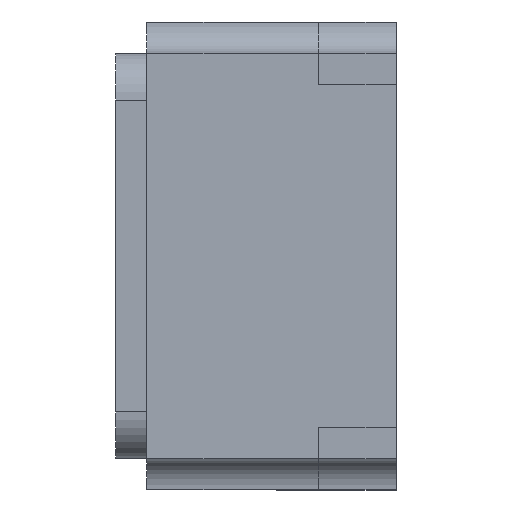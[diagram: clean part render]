
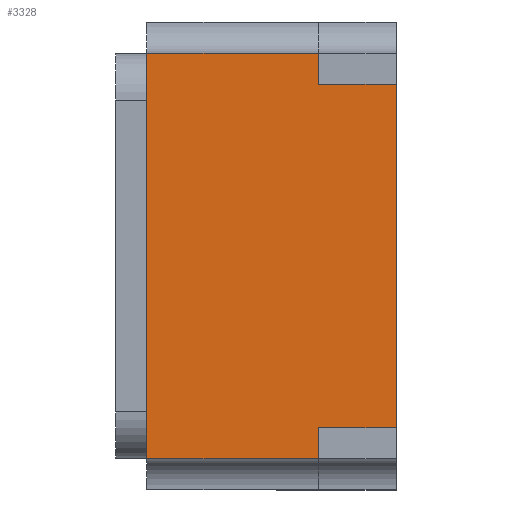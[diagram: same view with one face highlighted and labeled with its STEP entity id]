
A CAD part, left-side view. The second image highlights one B-rep face of the part: STEP entity #3328.
In plain terms, the highlighted planar face has unit normal (-1, 0, 0).
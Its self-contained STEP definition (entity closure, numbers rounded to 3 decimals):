
#18 = CARTESIAN_POINT ( 'NONE',  ( -1.6, -0.15, 0.55 ) ) ;
#135 = LINE ( 'NONE', #18, #506 ) ;
#278 = PLANE ( 'NONE',  #431 ) ;
#316 = VECTOR ( 'NONE', #2516, 1000. ) ;
#356 = VECTOR ( 'NONE', #1620, 1000. ) ;
#362 = ORIENTED_EDGE ( 'NONE', *, *, #2660, .F. ) ;
#428 = ORIENTED_EDGE ( 'NONE', *, *, #2337, .F. ) ;
#431 = AXIS2_PLACEMENT_3D ( 'NONE', #2121, #3190, #2086 ) ;
#444 = EDGE_LOOP ( 'NONE', ( #3019, #362, #428, #3389, #2744, #895, #1688, #3177 ) ) ;
#497 = VERTEX_POINT ( 'NONE', #1162 ) ;
#506 = VECTOR ( 'NONE', #864, 1000. ) ;
#515 = LINE ( 'NONE', #953, #316 ) ;
#617 = VERTEX_POINT ( 'NONE', #3361 ) ;
#698 = EDGE_CURVE ( 'NONE', #706, #3326, #1653, .T. ) ;
#706 = VERTEX_POINT ( 'NONE', #3116 ) ;
#723 = CARTESIAN_POINT ( 'NONE',  ( -1.6, -0.15, -0.55 ) ) ;
#841 = CARTESIAN_POINT ( 'NONE',  ( -1.6, -0.15, 0.55 ) ) ;
#864 = DIRECTION ( 'NONE',  ( 0., -1., 0. ) ) ;
#895 = ORIENTED_EDGE ( 'NONE', *, *, #1986, .T. ) ;
#903 = LINE ( 'NONE', #841, #356 ) ;
#953 = CARTESIAN_POINT ( 'NONE',  ( -1.6, 0.4, -0.65 ) ) ;
#1017 = DIRECTION ( 'NONE',  ( 0., -1., 0. ) ) ;
#1126 = VECTOR ( 'NONE', #1229, 1000. ) ;
#1133 = FACE_OUTER_BOUND ( 'NONE', #444, .T. ) ;
#1162 = CARTESIAN_POINT ( 'NONE',  ( -1.6, -0.4, 0.55 ) ) ;
#1229 = DIRECTION ( 'NONE',  ( 0., -1., 0. ) ) ;
#1274 = VECTOR ( 'NONE', #2819, 1000. ) ;
#1330 = CARTESIAN_POINT ( 'NONE',  ( -1.6, -0.4, -0.65 ) ) ;
#1410 = CARTESIAN_POINT ( 'NONE',  ( -1.6, -0.15, -0.55 ) ) ;
#1507 = VECTOR ( 'NONE', #2748, 1000. ) ;
#1620 = DIRECTION ( 'NONE',  ( 0., 0., -1. ) ) ;
#1631 = EDGE_CURVE ( 'NONE', #1768, #3080, #2134, .T. ) ;
#1653 = LINE ( 'NONE', #723, #2522 ) ;
#1688 = ORIENTED_EDGE ( 'NONE', *, *, #3413, .F. ) ;
#1728 = VERTEX_POINT ( 'NONE', #3004 ) ;
#1768 = VERTEX_POINT ( 'NONE', #3484 ) ;
#1794 = VERTEX_POINT ( 'NONE', #2751 ) ;
#1986 = EDGE_CURVE ( 'NONE', #617, #1728, #3397, .T. ) ;
#2086 = DIRECTION ( 'NONE',  ( 0., 0., -1. ) ) ;
#2121 = CARTESIAN_POINT ( 'NONE',  ( -1.6, 0.4, -0.65 ) ) ;
#2134 = LINE ( 'NONE', #2816, #1126 ) ;
#2149 = DIRECTION ( 'NONE',  ( 0., 0., -1. ) ) ;
#2242 = EDGE_CURVE ( 'NONE', #617, #1768, #515, .T. ) ;
#2337 = EDGE_CURVE ( 'NONE', #3080, #1794, #903, .T. ) ;
#2516 = DIRECTION ( 'NONE',  ( 0., 0., 1. ) ) ;
#2522 = VECTOR ( 'NONE', #1017, 1000. ) ;
#2536 = CARTESIAN_POINT ( 'NONE',  ( -1.6, 0.4, -0.65 ) ) ;
#2564 = VECTOR ( 'NONE', #2149, 1000. ) ;
#2652 = EDGE_CURVE ( 'NONE', #3326, #497, #2810, .T. ) ;
#2660 = EDGE_CURVE ( 'NONE', #1794, #497, #135, .T. ) ;
#2744 = ORIENTED_EDGE ( 'NONE', *, *, #2242, .F. ) ;
#2748 = DIRECTION ( 'NONE',  ( 0., 0., 1. ) ) ;
#2751 = CARTESIAN_POINT ( 'NONE',  ( -1.6, -0.15, 0.55 ) ) ;
#2791 = LINE ( 'NONE', #1410, #2564 ) ;
#2810 = LINE ( 'NONE', #1330, #1507 ) ;
#2816 = CARTESIAN_POINT ( 'NONE',  ( -1.6, 0.4, 0.65 ) ) ;
#2819 = DIRECTION ( 'NONE',  ( 0., -1., 0. ) ) ;
#3004 = CARTESIAN_POINT ( 'NONE',  ( -1.6, -0.15, -0.65 ) ) ;
#3019 = ORIENTED_EDGE ( 'NONE', *, *, #2652, .T. ) ;
#3080 = VERTEX_POINT ( 'NONE', #3419 ) ;
#3116 = CARTESIAN_POINT ( 'NONE',  ( -1.6, -0.15, -0.55 ) ) ;
#3177 = ORIENTED_EDGE ( 'NONE', *, *, #698, .T. ) ;
#3190 = DIRECTION ( 'NONE',  ( 1., 0., 0. ) ) ;
#3203 = CARTESIAN_POINT ( 'NONE',  ( -1.6, -0.4, -0.55 ) ) ;
#3326 = VERTEX_POINT ( 'NONE', #3203 ) ;
#3328 = ADVANCED_FACE ( 'NONE', ( #1133 ), #278, .F. ) ;
#3361 = CARTESIAN_POINT ( 'NONE',  ( -1.6, 0.4, -0.65 ) ) ;
#3389 = ORIENTED_EDGE ( 'NONE', *, *, #1631, .F. ) ;
#3397 = LINE ( 'NONE', #2536, #1274 ) ;
#3413 = EDGE_CURVE ( 'NONE', #706, #1728, #2791, .T. ) ;
#3419 = CARTESIAN_POINT ( 'NONE',  ( -1.6, -0.15, 0.65 ) ) ;
#3484 = CARTESIAN_POINT ( 'NONE',  ( -1.6, 0.4, 0.65 ) ) ;
